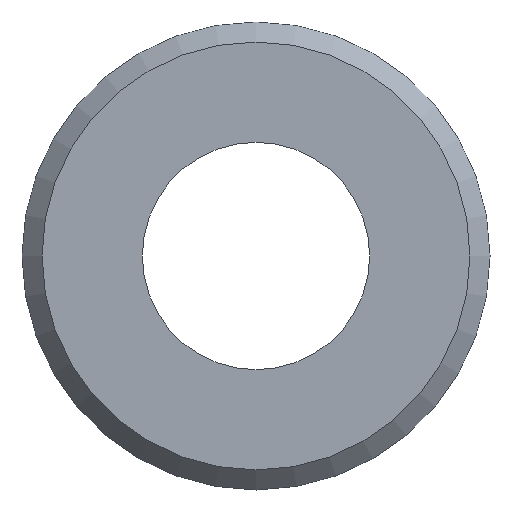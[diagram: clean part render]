
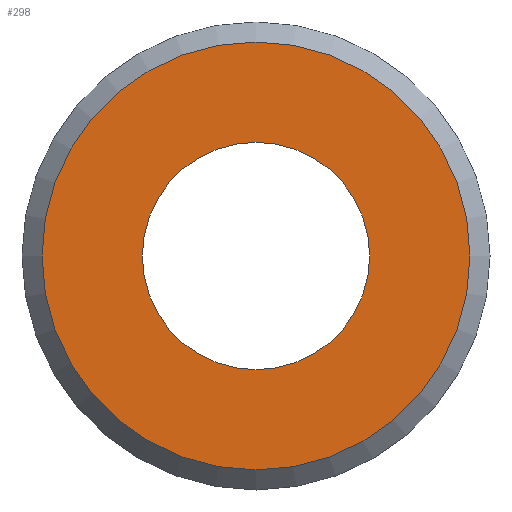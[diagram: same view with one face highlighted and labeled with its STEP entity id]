
A CAD part, front view. The second image highlights one B-rep face of the part: STEP entity #298.
In plain terms, the highlighted planar face has unit normal (0, -1, 0).
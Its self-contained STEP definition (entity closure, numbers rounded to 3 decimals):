
#6 = AXIS2_PLACEMENT_3D ( 'NONE', #315, #176, #285 ) ;
#21 = CIRCLE ( 'NONE', #6, 3.2 ) ;
#25 = CARTESIAN_POINT ( 'NONE',  ( 0., 0., 0. ) ) ;
#37 = EDGE_CURVE ( 'NONE', #308, #258, #135, .T. ) ;
#44 = ORIENTED_EDGE ( 'NONE', *, *, #319, .T. ) ;
#56 = AXIS2_PLACEMENT_3D ( 'NONE', #345, #339, #209 ) ;
#65 = CARTESIAN_POINT ( 'NONE',  ( 0., 0., -3.2 ) ) ;
#71 = CARTESIAN_POINT ( 'NONE',  ( 0., 0., 3.2 ) ) ;
#80 = EDGE_CURVE ( 'NONE', #258, #308, #21, .T. ) ;
#84 = CIRCLE ( 'NONE', #290, 1.7 ) ;
#87 = ORIENTED_EDGE ( 'NONE', *, *, #80, .T. ) ;
#88 = DIRECTION ( 'NONE',  ( 0., 0., 1. ) ) ;
#95 = DIRECTION ( 'NONE',  ( 0., 0., 1. ) ) ;
#99 = PLANE ( 'NONE',  #341 ) ;
#120 = CARTESIAN_POINT ( 'NONE',  ( 0., 0., 0. ) ) ;
#135 = CIRCLE ( 'NONE', #56, 3.2 ) ;
#147 = EDGE_CURVE ( 'NONE', #245, #309, #84, .T. ) ;
#158 = DIRECTION ( 'NONE',  ( 0., 0., 1. ) ) ;
#166 = ORIENTED_EDGE ( 'NONE', *, *, #37, .T. ) ;
#176 = DIRECTION ( 'NONE',  ( 0., -1., 0. ) ) ;
#182 = CARTESIAN_POINT ( 'NONE',  ( 0., 0., -1.7 ) ) ;
#187 = DIRECTION ( 'NONE',  ( 0., 1., 0. ) ) ;
#206 = EDGE_LOOP ( 'NONE', ( #87, #166 ) ) ;
#209 = DIRECTION ( 'NONE',  ( 0., 0., 1. ) ) ;
#210 = FACE_OUTER_BOUND ( 'NONE', #206, .T. ) ;
#224 = AXIS2_PLACEMENT_3D ( 'NONE', #289, #293, #158 ) ;
#232 = DIRECTION ( 'NONE',  ( 0., 1., 0. ) ) ;
#245 = VERTEX_POINT ( 'NONE', #320 ) ;
#258 = VERTEX_POINT ( 'NONE', #71 ) ;
#267 = CIRCLE ( 'NONE', #224, 1.7 ) ;
#285 = DIRECTION ( 'NONE',  ( 0., 0., 1. ) ) ;
#289 = CARTESIAN_POINT ( 'NONE',  ( 0., 0., 0. ) ) ;
#290 = AXIS2_PLACEMENT_3D ( 'NONE', #120, #232, #88 ) ;
#293 = DIRECTION ( 'NONE',  ( 0., 1., 0. ) ) ;
#298 = ADVANCED_FACE ( 'NONE', ( #210, #316 ), #99, .F. ) ;
#308 = VERTEX_POINT ( 'NONE', #65 ) ;
#309 = VERTEX_POINT ( 'NONE', #182 ) ;
#315 = CARTESIAN_POINT ( 'NONE',  ( 0., 0., 0. ) ) ;
#316 = FACE_BOUND ( 'NONE', #325, .T. ) ;
#319 = EDGE_CURVE ( 'NONE', #309, #245, #267, .T. ) ;
#320 = CARTESIAN_POINT ( 'NONE',  ( 0., 0., 1.7 ) ) ;
#325 = EDGE_LOOP ( 'NONE', ( #44, #335 ) ) ;
#335 = ORIENTED_EDGE ( 'NONE', *, *, #147, .T. ) ;
#339 = DIRECTION ( 'NONE',  ( 0., -1., 0. ) ) ;
#341 = AXIS2_PLACEMENT_3D ( 'NONE', #25, #187, #95 ) ;
#345 = CARTESIAN_POINT ( 'NONE',  ( 0., 0., 0. ) ) ;
